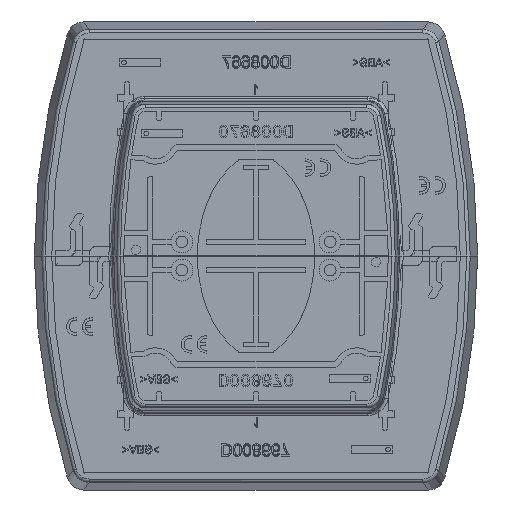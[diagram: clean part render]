
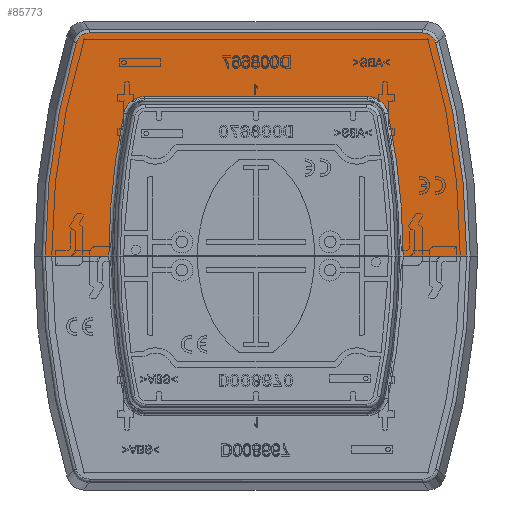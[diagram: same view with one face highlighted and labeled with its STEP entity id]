
A CAD part, left-side view. The second image highlights one B-rep face of the part: STEP entity #85773.
In plain terms, the highlighted planar face has unit normal (-1, 0, 0).
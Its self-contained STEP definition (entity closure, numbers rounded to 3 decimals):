
#85660=AXIS2_PLACEMENT_3D('Circle Axis2P3D',#85658,#85659,$) ;
#85680=AXIS2_PLACEMENT_3D('Plane Axis2P3D',#85677,#85678,#85679) ;
#85684=AXIS2_PLACEMENT_3D('Circle Axis2P3D',#85682,#85683,$) ;
#85691=AXIS2_PLACEMENT_3D('Circle Axis2P3D',#85689,#85690,$) ;
#85705=AXIS2_PLACEMENT_3D('Circle Axis2P3D',#85703,#85704,$) ;
#85710=AXIS2_PLACEMENT_3D('Circle Axis2P3D',#85708,#85709,$) ;
#85756=AXIS2_PLACEMENT_3D('Circle Axis2P3D',#85754,#85755,$) ;
#57808=CARTESIAN_POINT('Vertex',(653.5,-59.646,-11.)) ;
#57811=CARTESIAN_POINT('Line Origine',(653.5,-50.649,-11.)) ;
#57815=CARTESIAN_POINT('Vertex',(653.5,-41.652,-11.)) ;
#58246=CARTESIAN_POINT('Vertex',(653.5,41.652,-11.)) ;
#58249=CARTESIAN_POINT('Line Origine',(653.5,50.649,-11.)) ;
#58253=CARTESIAN_POINT('Vertex',(653.5,59.646,-11.)) ;
#85658=CARTESIAN_POINT('Axis2P3D Location',(653.5,152.5,-11.)) ;
#85662=CARTESIAN_POINT('Vertex',(653.5,-37.385,29.481)) ;
#85677=CARTESIAN_POINT('Axis2P3D Location',(653.5,0.,-11.)) ;
#85682=CARTESIAN_POINT('Axis2P3D Location',(653.5,-152.5,-11.)) ;
#85686=CARTESIAN_POINT('Vertex',(653.5,37.385,29.481)) ;
#85689=CARTESIAN_POINT('Axis2P3D Location',(653.5,31.613,28.25)) ;
#85693=CARTESIAN_POINT('Vertex',(653.5,31.613,34.152)) ;
#85696=CARTESIAN_POINT('Line Origine',(653.5,0.,34.152)) ;
#85700=CARTESIAN_POINT('Vertex',(653.5,-31.613,34.152)) ;
#85703=CARTESIAN_POINT('Axis2P3D Location',(653.5,-31.613,28.25)) ;
#85708=CARTESIAN_POINT('Axis2P3D Location',(653.5,152.5,-11.)) ;
#85712=CARTESIAN_POINT('Vertex',(653.5,-50.855,49.439)) ;
#85716=CARTESIAN_POINT('Control Point',(653.5,-47.226,52.146)) ;
#85717=CARTESIAN_POINT('Control Point',(653.5,-47.499,52.146)) ;
#85718=CARTESIAN_POINT('Control Point',(653.5,-47.773,52.122)) ;
#85719=CARTESIAN_POINT('Control Point',(653.5,-48.043,52.073)) ;
#85720=CARTESIAN_POINT('Control Point',(653.5,-48.705,51.889)) ;
#85721=CARTESIAN_POINT('Control Point',(653.5,-49.312,51.561)) ;
#85722=CARTESIAN_POINT('Control Point',(653.5,-49.647,51.316)) ;
#85723=CARTESIAN_POINT('Control Point',(653.5,-50.153,50.827)) ;
#85724=CARTESIAN_POINT('Control Point',(653.5,-50.533,50.238)) ;
#85725=CARTESIAN_POINT('Control Point',(653.5,-50.665,49.982)) ;
#85726=CARTESIAN_POINT('Control Point',(653.5,-50.773,49.714)) ;
#85727=CARTESIAN_POINT('Control Point',(653.5,-50.855,49.439)) ;
#85728=CARTESIAN_POINT('Vertex',(653.5,-47.226,52.146)) ;
#85731=CARTESIAN_POINT('Line Origine',(653.5,0.,52.146)) ;
#85735=CARTESIAN_POINT('Vertex',(653.5,47.226,52.146)) ;
#85739=CARTESIAN_POINT('Control Point',(653.5,50.855,49.439)) ;
#85740=CARTESIAN_POINT('Control Point',(653.5,50.812,49.583)) ;
#85741=CARTESIAN_POINT('Control Point',(653.5,50.762,49.725)) ;
#85742=CARTESIAN_POINT('Control Point',(653.5,50.705,49.864)) ;
#85743=CARTESIAN_POINT('Control Point',(653.5,50.468,50.372)) ;
#85744=CARTESIAN_POINT('Control Point',(653.5,50.139,50.832)) ;
#85745=CARTESIAN_POINT('Control Point',(653.5,49.853,51.134)) ;
#85746=CARTESIAN_POINT('Control Point',(653.5,49.207,51.653)) ;
#85747=CARTESIAN_POINT('Control Point',(653.5,48.447,51.98)) ;
#85748=CARTESIAN_POINT('Control Point',(653.5,48.046,52.091)) ;
#85749=CARTESIAN_POINT('Control Point',(653.5,47.636,52.146)) ;
#85750=CARTESIAN_POINT('Control Point',(653.5,47.226,52.146)) ;
#85751=CARTESIAN_POINT('Vertex',(653.5,50.855,49.439)) ;
#85754=CARTESIAN_POINT('Axis2P3D Location',(653.5,-152.5,-11.)) ;
#57812=DIRECTION('Vector Direction',(0.,-1.,0.)) ;
#58250=DIRECTION('Vector Direction',(0.,1.,0.)) ;
#85659=DIRECTION('Axis2P3D Direction',(-1.,0.,0.)) ;
#85678=DIRECTION('Axis2P3D Direction',(-1.,0.,0.)) ;
#85679=DIRECTION('Axis2P3D XDirection',(0.,-1.,0.)) ;
#85683=DIRECTION('Axis2P3D Direction',(-1.,0.,0.)) ;
#85690=DIRECTION('Axis2P3D Direction',(-1.,0.,0.)) ;
#85697=DIRECTION('Vector Direction',(0.,-1.,0.)) ;
#85704=DIRECTION('Axis2P3D Direction',(-1.,0.,0.)) ;
#85709=DIRECTION('Axis2P3D Direction',(-1.,0.,0.)) ;
#85732=DIRECTION('Vector Direction',(0.,-1.,0.)) ;
#85755=DIRECTION('Axis2P3D Direction',(-1.,0.,0.)) ;
#57813=VECTOR('Line Direction',#57812,1.) ;
#58251=VECTOR('Line Direction',#58250,1.) ;
#85698=VECTOR('Line Direction',#85697,1.) ;
#85733=VECTOR('Line Direction',#85732,1.) ;
#85760=ORIENTED_EDGE('',*,*,#58255,.F.) ;
#85761=ORIENTED_EDGE('',*,*,#85688,.F.) ;
#85762=ORIENTED_EDGE('',*,*,#85695,.F.) ;
#85763=ORIENTED_EDGE('',*,*,#85702,.F.) ;
#85764=ORIENTED_EDGE('',*,*,#85707,.F.) ;
#85765=ORIENTED_EDGE('',*,*,#85664,.F.) ;
#85766=ORIENTED_EDGE('',*,*,#57817,.F.) ;
#85767=ORIENTED_EDGE('',*,*,#85714,.T.) ;
#85768=ORIENTED_EDGE('',*,*,#85730,.T.) ;
#85769=ORIENTED_EDGE('',*,*,#85737,.T.) ;
#85770=ORIENTED_EDGE('',*,*,#85753,.T.) ;
#85771=ORIENTED_EDGE('',*,*,#85758,.T.) ;
#85773=ADVANCED_FACE('Cache-colonnette-1F.1\\Corps principal',(#85772),#85681,.T.) ;
#85715=B_SPLINE_CURVE_WITH_KNOTS('',5,(#85716,#85717,#85718,#85719,#85720,#85721,#85722,#85723,#85724,#85725,#85726,#85727),.UNSPECIFIED.,.F.,.U.,(6,3,3,6),(1.371,3.295,6.182,8.202),.UNSPECIFIED.) ;
#85738=B_SPLINE_CURVE_WITH_KNOTS('',5,(#85739,#85740,#85741,#85742,#85743,#85744,#85745,#85746,#85747,#85748,#85749,#85750),.UNSPECIFIED.,.F.,.U.,(6,3,3,6),(1.371,2.428,5.315,8.202),.UNSPECIFIED.) ;
#85661=CIRCLE('generated circle',#85660,194.152) ;
#85685=CIRCLE('generated circle',#85684,194.152) ;
#85692=CIRCLE('generated circle',#85691,5.902) ;
#85706=CIRCLE('generated circle',#85705,5.902) ;
#85711=CIRCLE('generated circle',#85710,212.146) ;
#85757=CIRCLE('generated circle',#85756,212.146) ;
#57817=EDGE_CURVE('',#57809,#57816,#57814,.F.) ;
#58255=EDGE_CURVE('',#58247,#58254,#58252,.T.) ;
#85664=EDGE_CURVE('',#57816,#85663,#85661,.T.) ;
#85688=EDGE_CURVE('',#85687,#58247,#85685,.T.) ;
#85695=EDGE_CURVE('',#85694,#85687,#85692,.T.) ;
#85702=EDGE_CURVE('',#85701,#85694,#85699,.F.) ;
#85707=EDGE_CURVE('',#85663,#85701,#85706,.T.) ;
#85714=EDGE_CURVE('',#57809,#85713,#85711,.T.) ;
#85730=EDGE_CURVE('',#85713,#85729,#85715,.F.) ;
#85737=EDGE_CURVE('',#85729,#85736,#85734,.F.) ;
#85753=EDGE_CURVE('',#85736,#85752,#85738,.F.) ;
#85758=EDGE_CURVE('',#85752,#58254,#85757,.T.) ;
#85759=EDGE_LOOP('',(#85760,#85761,#85762,#85763,#85764,#85765,#85766,#85767,#85768,#85769,#85770,#85771)) ;
#85772=FACE_OUTER_BOUND('',#85759,.T.) ;
#57814=LINE('Line',#57811,#57813) ;
#58252=LINE('Line',#58249,#58251) ;
#85699=LINE('Line',#85696,#85698) ;
#85734=LINE('Line',#85731,#85733) ;
#85681=PLANE('',#85680) ;
#57809=VERTEX_POINT('',#57808) ;
#57816=VERTEX_POINT('',#57815) ;
#58247=VERTEX_POINT('',#58246) ;
#58254=VERTEX_POINT('',#58253) ;
#85663=VERTEX_POINT('',#85662) ;
#85687=VERTEX_POINT('',#85686) ;
#85694=VERTEX_POINT('',#85693) ;
#85701=VERTEX_POINT('',#85700) ;
#85713=VERTEX_POINT('',#85712) ;
#85729=VERTEX_POINT('',#85728) ;
#85736=VERTEX_POINT('',#85735) ;
#85752=VERTEX_POINT('',#85751) ;
